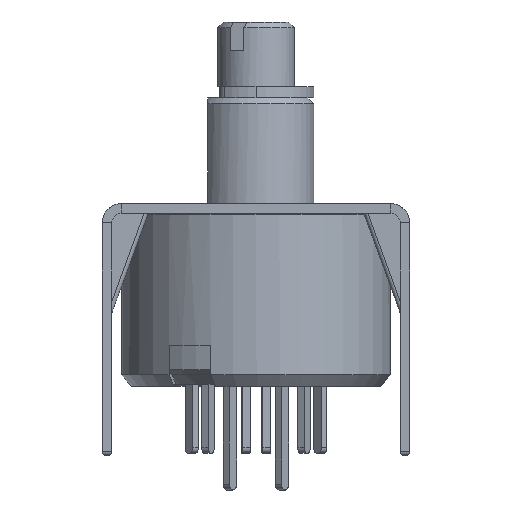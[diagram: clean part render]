
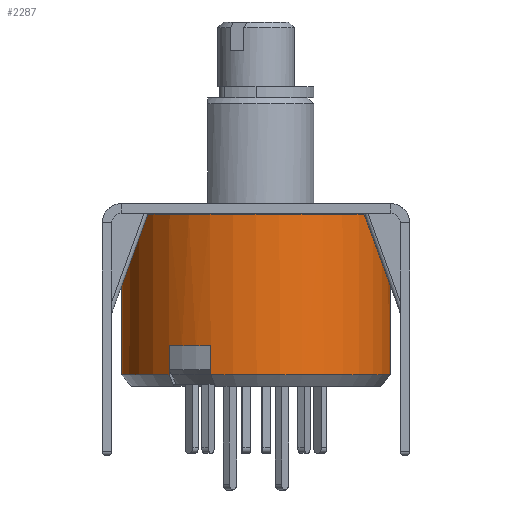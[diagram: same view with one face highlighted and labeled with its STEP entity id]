
A CAD part, front view. The second image highlights one B-rep face of the part: STEP entity #2287.
In plain terms, the highlighted cylindrical face has radius 7 mm (diameter 14 mm), a partial arc.
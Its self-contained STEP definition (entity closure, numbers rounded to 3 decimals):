
#358 = VECTOR ( 'NONE', #9524, 1000. ) ;
#392 = VERTEX_POINT ( 'NONE', #687 ) ;
#633 = ORIENTED_EDGE ( 'NONE', *, *, #11191, .T. ) ;
#687 = CARTESIAN_POINT ( 'NONE',  ( -7., 0., -7.4 ) ) ;
#726 = DIRECTION ( 'NONE',  ( 0., 0., -1. ) ) ;
#851 = DIRECTION ( 'NONE',  ( 1., 0., 0. ) ) ;
#1285 = VERTEX_POINT ( 'NONE', #9408 ) ;
#2287 = ADVANCED_FACE ( 'NONE', ( #9979 ), #2531, .T. ) ;
#2531 = CYLINDRICAL_SURFACE ( 'NONE', #6227, 7. ) ;
#2645 = CARTESIAN_POINT ( 'NONE',  ( -4.526, -5.34, -7.4 ) ) ;
#2736 = DIRECTION ( 'NONE',  ( -1., 0., 0. ) ) ;
#2769 = EDGE_LOOP ( 'NONE', ( #10236, #10604, #9130, #12450, #10684, #633, #10196, #10262 ) ) ;
#2814 = CARTESIAN_POINT ( 'NONE',  ( 0., 0., -7.4 ) ) ;
#3408 = DIRECTION ( 'NONE',  ( 0., 0., -1. ) ) ;
#3829 = DIRECTION ( 'NONE',  ( 0., 0., -1. ) ) ;
#4014 = VECTOR ( 'NONE', #10073, 1000. ) ;
#4115 = VERTEX_POINT ( 'NONE', #8364 ) ;
#4130 = CARTESIAN_POINT ( 'NONE',  ( -7., 0., 9. ) ) ;
#4166 = EDGE_CURVE ( 'NONE', #6266, #13134, #10707, .T. ) ;
#4290 = AXIS2_PLACEMENT_3D ( 'NONE', #7764, #726, #11893 ) ;
#4381 = LINE ( 'NONE', #10037, #9463 ) ;
#4451 = EDGE_CURVE ( 'NONE', #8914, #392, #6117, .T. ) ;
#4803 = AXIS2_PLACEMENT_3D ( 'NONE', #7813, #8703, #11764 ) ;
#4826 = EDGE_CURVE ( 'NONE', #4115, #9804, #7367, .T. ) ;
#4889 = CIRCLE ( 'NONE', #6015, 7. ) ;
#5007 = CARTESIAN_POINT ( 'NONE',  ( 0., 0., 9. ) ) ;
#5321 = VECTOR ( 'NONE', #12191, 1000. ) ;
#5425 = AXIS2_PLACEMENT_3D ( 'NONE', #2814, #3829, #851 ) ;
#5799 = EDGE_CURVE ( 'NONE', #12298, #392, #12397, .T. ) ;
#6015 = AXIS2_PLACEMENT_3D ( 'NONE', #9413, #3408, #7363 ) ;
#6050 = DIRECTION ( 'NONE',  ( 0., 0., -1. ) ) ;
#6117 = CIRCLE ( 'NONE', #4290, 7. ) ;
#6227 = AXIS2_PLACEMENT_3D ( 'NONE', #5007, #6050, #2736 ) ;
#6266 = VERTEX_POINT ( 'NONE', #12432 ) ;
#7047 = EDGE_CURVE ( 'NONE', #9804, #13134, #7929, .T. ) ;
#7363 = DIRECTION ( 'NONE',  ( -1., 0., 0. ) ) ;
#7367 = LINE ( 'NONE', #11265, #5321 ) ;
#7376 = CARTESIAN_POINT ( 'NONE',  ( -2.361, -6.59, 9. ) ) ;
#7764 = CARTESIAN_POINT ( 'NONE',  ( 0., 0., -7.4 ) ) ;
#7813 = CARTESIAN_POINT ( 'NONE',  ( 0., 0., -5.9 ) ) ;
#7907 = CARTESIAN_POINT ( 'NONE',  ( 7., 0., -7.4 ) ) ;
#7929 = CIRCLE ( 'NONE', #5425, 7. ) ;
#8322 = EDGE_CURVE ( 'NONE', #4115, #12298, #4889, .T. ) ;
#8364 = CARTESIAN_POINT ( 'NONE',  ( 7., 0., 0.95 ) ) ;
#8703 = DIRECTION ( 'NONE',  ( 0., 0., 1. ) ) ;
#8914 = VERTEX_POINT ( 'NONE', #2645 ) ;
#9081 = DIRECTION ( 'NONE',  ( 0., 0., 1. ) ) ;
#9130 = ORIENTED_EDGE ( 'NONE', *, *, #5799, .T. ) ;
#9137 = EDGE_CURVE ( 'NONE', #8914, #1285, #4381, .T. ) ;
#9408 = CARTESIAN_POINT ( 'NONE',  ( -4.526, -5.34, -5.9 ) ) ;
#9413 = CARTESIAN_POINT ( 'NONE',  ( 0., 0., 0.95 ) ) ;
#9463 = VECTOR ( 'NONE', #9081, 1000. ) ;
#9524 = DIRECTION ( 'NONE',  ( 0., 0., -1. ) ) ;
#9804 = VERTEX_POINT ( 'NONE', #7907 ) ;
#9979 = FACE_OUTER_BOUND ( 'NONE', #2769, .T. ) ;
#10037 = CARTESIAN_POINT ( 'NONE',  ( -4.526, -5.34, 9. ) ) ;
#10073 = DIRECTION ( 'NONE',  ( 0., 0., -1. ) ) ;
#10196 = ORIENTED_EDGE ( 'NONE', *, *, #4166, .T. ) ;
#10236 = ORIENTED_EDGE ( 'NONE', *, *, #4826, .F. ) ;
#10262 = ORIENTED_EDGE ( 'NONE', *, *, #7047, .F. ) ;
#10604 = ORIENTED_EDGE ( 'NONE', *, *, #8322, .T. ) ;
#10684 = ORIENTED_EDGE ( 'NONE', *, *, #9137, .T. ) ;
#10707 = LINE ( 'NONE', #7376, #358 ) ;
#11191 = EDGE_CURVE ( 'NONE', #1285, #6266, #12878, .T. ) ;
#11265 = CARTESIAN_POINT ( 'NONE',  ( 7., 0., 9. ) ) ;
#11764 = DIRECTION ( 'NONE',  ( -1., 0., 0. ) ) ;
#11893 = DIRECTION ( 'NONE',  ( 1., 0., 0. ) ) ;
#12191 = DIRECTION ( 'NONE',  ( 0., 0., -1. ) ) ;
#12298 = VERTEX_POINT ( 'NONE', #12525 ) ;
#12397 = LINE ( 'NONE', #4130, #4014 ) ;
#12432 = CARTESIAN_POINT ( 'NONE',  ( -2.361, -6.59, -5.9 ) ) ;
#12450 = ORIENTED_EDGE ( 'NONE', *, *, #4451, .F. ) ;
#12525 = CARTESIAN_POINT ( 'NONE',  ( -7., 0., 0.95 ) ) ;
#12878 = CIRCLE ( 'NONE', #4803, 7. ) ;
#13134 = VERTEX_POINT ( 'NONE', #13135 ) ;
#13135 = CARTESIAN_POINT ( 'NONE',  ( -2.361, -6.59, -7.4 ) ) ;
